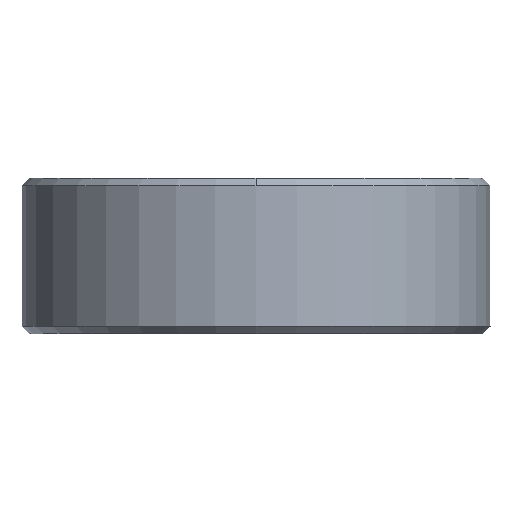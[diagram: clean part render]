
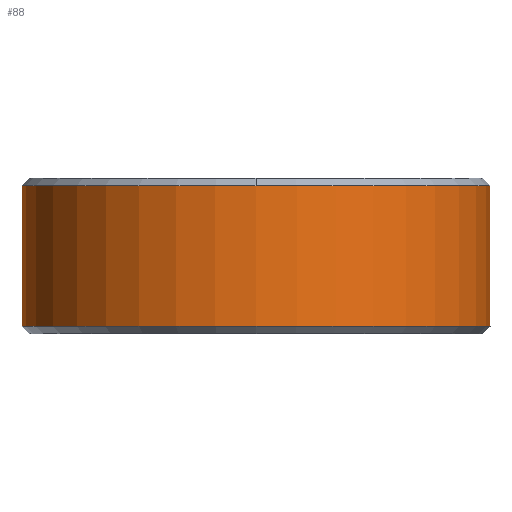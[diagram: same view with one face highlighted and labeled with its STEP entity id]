
A CAD part, front view. The second image highlights one B-rep face of the part: STEP entity #88.
In plain terms, the highlighted cylindrical face has radius 6 mm (diameter 12 mm), a partial arc.
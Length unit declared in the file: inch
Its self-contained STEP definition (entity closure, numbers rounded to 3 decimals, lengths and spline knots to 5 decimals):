
#78 = EDGE_CURVE ( 'NONE', #1207, #2090, #2021, .T. ) ;
#88 = ADVANCED_FACE ( 'NONE', ( #1486 ), #955, .T. ) ;
#167 = ORIENTED_EDGE ( 'NONE', *, *, #686, .T. ) ;
#172 = VERTEX_POINT ( 'NONE', #242 ) ;
#242 = CARTESIAN_POINT ( 'NONE',  ( 0.23622, 0., 0.07087 ) ) ;
#340 = DIRECTION ( 'NONE',  ( 1., 0., 0. ) ) ;
#412 = AXIS2_PLACEMENT_3D ( 'NONE', #1563, #1926, #1902 ) ;
#487 = CARTESIAN_POINT ( 'NONE',  ( -0.23622, 0., -0.07087 ) ) ;
#508 = DIRECTION ( 'NONE',  ( 0., 0., 1. ) ) ;
#557 = AXIS2_PLACEMENT_3D ( 'NONE', #1874, #1682, #968 ) ;
#581 = EDGE_CURVE ( 'NONE', #172, #1886, #1991, .T. ) ;
#591 = CARTESIAN_POINT ( 'NONE',  ( -0.23622, 0., 0.07874 ) ) ;
#607 = CARTESIAN_POINT ( 'NONE',  ( 0., -0.23622, 0.07087 ) ) ;
#686 = EDGE_CURVE ( 'NONE', #1207, #1906, #2028, .T. ) ;
#744 = DIRECTION ( 'NONE',  ( 1., 0., 0. ) ) ;
#762 = EDGE_CURVE ( 'NONE', #1906, #172, #859, .T. ) ;
#827 = EDGE_CURVE ( 'NONE', #1886, #2090, #1145, .T. ) ;
#859 = LINE ( 'NONE', #1031, #1516 ) ;
#955 = CYLINDRICAL_SURFACE ( 'NONE', #557, 0.23622 ) ;
#968 = DIRECTION ( 'NONE',  ( 1., 0., 0. ) ) ;
#978 = CARTESIAN_POINT ( 'NONE',  ( -0.23622, 0., 0.07087 ) ) ;
#985 = AXIS2_PLACEMENT_3D ( 'NONE', #1974, #1626, #744 ) ;
#1031 = CARTESIAN_POINT ( 'NONE',  ( 0.23622, 0., 0.07874 ) ) ;
#1110 = AXIS2_PLACEMENT_3D ( 'NONE', #2235, #1527, #340 ) ;
#1145 = CIRCLE ( 'NONE', #1110, 0.23622 ) ;
#1207 = VERTEX_POINT ( 'NONE', #487 ) ;
#1345 = EDGE_LOOP ( 'NONE', ( #1468, #167, #1655, #1899, #1699 ) ) ;
#1468 = ORIENTED_EDGE ( 'NONE', *, *, #78, .F. ) ;
#1473 = DIRECTION ( 'NONE',  ( 0., 0., 1. ) ) ;
#1486 = FACE_OUTER_BOUND ( 'NONE', #1345, .T. ) ;
#1516 = VECTOR ( 'NONE', #508, 39.37008 ) ;
#1527 = DIRECTION ( 'NONE',  ( 0., 0., -1. ) ) ;
#1563 = CARTESIAN_POINT ( 'NONE',  ( 0., 0., -0.07087 ) ) ;
#1626 = DIRECTION ( 'NONE',  ( 0., 0., -1. ) ) ;
#1655 = ORIENTED_EDGE ( 'NONE', *, *, #762, .T. ) ;
#1682 = DIRECTION ( 'NONE',  ( 0., 0., 1. ) ) ;
#1699 = ORIENTED_EDGE ( 'NONE', *, *, #827, .T. ) ;
#1874 = CARTESIAN_POINT ( 'NONE',  ( 0., 0., 0.07874 ) ) ;
#1886 = VERTEX_POINT ( 'NONE', #607 ) ;
#1890 = CARTESIAN_POINT ( 'NONE',  ( 0.23622, 0., -0.07087 ) ) ;
#1899 = ORIENTED_EDGE ( 'NONE', *, *, #581, .T. ) ;
#1902 = DIRECTION ( 'NONE',  ( 1., 0., 0. ) ) ;
#1906 = VERTEX_POINT ( 'NONE', #1890 ) ;
#1926 = DIRECTION ( 'NONE',  ( 0., 0., 1. ) ) ;
#1974 = CARTESIAN_POINT ( 'NONE',  ( 0., 0., 0.07087 ) ) ;
#1991 = CIRCLE ( 'NONE', #985, 0.23622 ) ;
#2021 = LINE ( 'NONE', #591, #2208 ) ;
#2028 = CIRCLE ( 'NONE', #412, 0.23622 ) ;
#2090 = VERTEX_POINT ( 'NONE', #978 ) ;
#2208 = VECTOR ( 'NONE', #1473, 39.37008 ) ;
#2235 = CARTESIAN_POINT ( 'NONE',  ( 0., 0., 0.07087 ) ) ;
